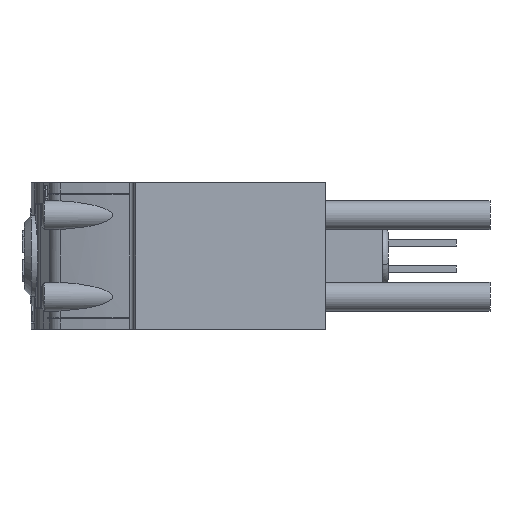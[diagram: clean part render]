
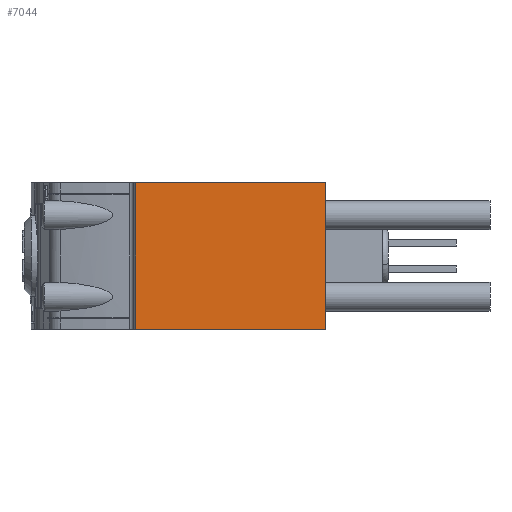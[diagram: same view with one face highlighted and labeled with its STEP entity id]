
A CAD part, left-side view. The second image highlights one B-rep face of the part: STEP entity #7044.
In plain terms, the highlighted planar face has unit normal (-1, 0, 0).
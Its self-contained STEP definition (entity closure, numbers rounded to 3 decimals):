
#971 = PLANE ( 'NONE',  #5572 ) ;
#1617 = EDGE_CURVE ( 'NONE', #3672, #7093, #12613, .T. ) ;
#2106 = CARTESIAN_POINT ( 'NONE',  ( 0., 18.368, 7.1 ) ) ;
#2439 = EDGE_CURVE ( 'NONE', #17312, #3672, #11457, .T. ) ;
#3672 = VERTEX_POINT ( 'NONE', #17628 ) ;
#3713 = DIRECTION ( 'NONE',  ( 1., 0., 0. ) ) ;
#4297 = CARTESIAN_POINT ( 'NONE',  ( 0., 18.368, 7.1 ) ) ;
#5196 = VECTOR ( 'NONE', #15689, 1000. ) ;
#5572 = AXIS2_PLACEMENT_3D ( 'NONE', #2106, #3713, #9279 ) ;
#5964 = CARTESIAN_POINT ( 'NONE',  ( 0., 18.368, -7.1 ) ) ;
#7044 = ADVANCED_FACE ( 'NONE', ( #16829 ), #971, .F. ) ;
#7093 = VERTEX_POINT ( 'NONE', #12104 ) ;
#8333 = CARTESIAN_POINT ( 'NONE',  ( 0., 18.368, 7.1 ) ) ;
#9279 = DIRECTION ( 'NONE',  ( 0., 0., -1. ) ) ;
#10039 = DIRECTION ( 'NONE',  ( 0., -1., 0. ) ) ;
#10096 = LINE ( 'NONE', #5964, #13656 ) ;
#11371 = EDGE_LOOP ( 'NONE', ( #12032, #14855, #11713, #18115 ) ) ;
#11457 = LINE ( 'NONE', #4297, #12060 ) ;
#11477 = DIRECTION ( 'NONE',  ( 0., 0., -1. ) ) ;
#11599 = VERTEX_POINT ( 'NONE', #17376 ) ;
#11713 = ORIENTED_EDGE ( 'NONE', *, *, #2439, .F. ) ;
#12032 = ORIENTED_EDGE ( 'NONE', *, *, #18685, .T. ) ;
#12060 = VECTOR ( 'NONE', #10039, 1000. ) ;
#12104 = CARTESIAN_POINT ( 'NONE',  ( 0., 0., -7.1 ) ) ;
#12613 = LINE ( 'NONE', #18483, #15055 ) ;
#13656 = VECTOR ( 'NONE', #14440, 1000. ) ;
#14253 = CARTESIAN_POINT ( 'NONE',  ( 0., 18.368, 7.1 ) ) ;
#14440 = DIRECTION ( 'NONE',  ( 0., -1., 0. ) ) ;
#14855 = ORIENTED_EDGE ( 'NONE', *, *, #1617, .F. ) ;
#15055 = VECTOR ( 'NONE', #11477, 1000. ) ;
#15689 = DIRECTION ( 'NONE',  ( 0., 0., -1. ) ) ;
#16829 = FACE_OUTER_BOUND ( 'NONE', #11371, .T. ) ;
#17182 = EDGE_CURVE ( 'NONE', #17312, #11599, #18435, .T. ) ;
#17312 = VERTEX_POINT ( 'NONE', #14253 ) ;
#17376 = CARTESIAN_POINT ( 'NONE',  ( 0., 18.368, -7.1 ) ) ;
#17628 = CARTESIAN_POINT ( 'NONE',  ( 0., 0., 7.1 ) ) ;
#18115 = ORIENTED_EDGE ( 'NONE', *, *, #17182, .T. ) ;
#18435 = LINE ( 'NONE', #8333, #5196 ) ;
#18483 = CARTESIAN_POINT ( 'NONE',  ( 0., 0., 7.1 ) ) ;
#18685 = EDGE_CURVE ( 'NONE', #11599, #7093, #10096, .T. ) ;
